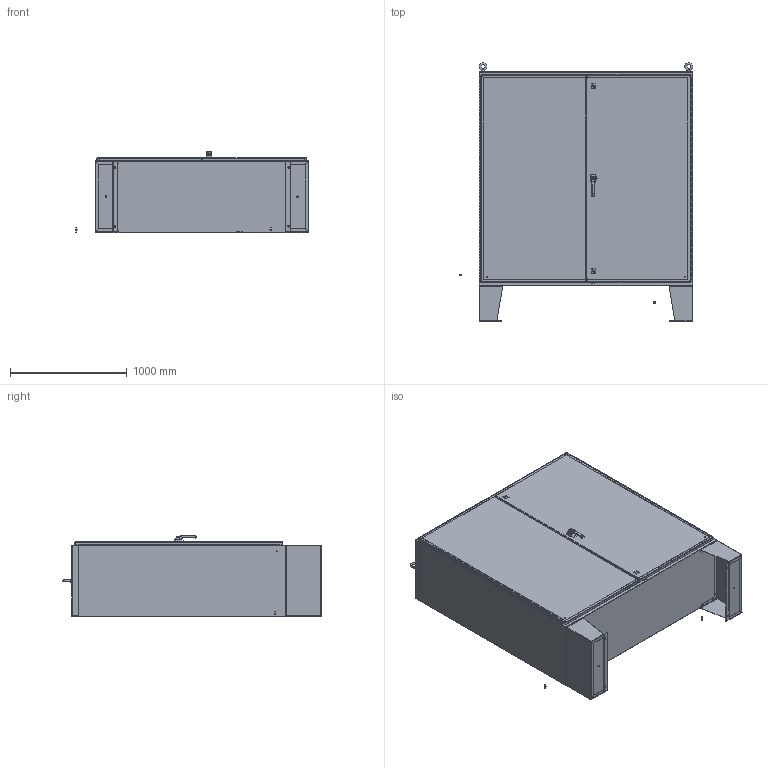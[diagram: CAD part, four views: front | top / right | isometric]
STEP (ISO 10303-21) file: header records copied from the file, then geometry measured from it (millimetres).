
FILE_DESCRIPTION (( 'STEP AP214' ), '1' );
FILE_NAME ('N12727224.STEP', '2019-09-05T12:14:31', ( '' ), ( '' ), 'SwSTEP 2.0', 'SolidWorks 2018', '' );
FILE_SCHEMA (( 'AUTOMOTIVE_DESIGN' ));
Length unit declared in the file: inch
Products named in the file (1): N12727224
Bounding box: 2001.47 x 2215.79 x 694.39 mm (x, y, z)
Volume: 34235028.5 mm3; surface area: 27363233.4 mm2
Topology: 76 solids, 76 shells, 2596 faces, 6839 edges, 4440 vertices
Faces by surface type: plane 1528, cylinder 768, bspline 187, cone 101, torus 12
Full cylindrical faces by diameter (mm): 3.048 x2, 3.9 x1, 4.2 x2, 4.5 x2, 5 x3, 5.08 x4, 5.4 x2, 5.69 x4, 6 x1, 6.128 x2, 6.172 x2, 6.337 x6, 6.35 x12, 6.41 x2, 7.023 x16, 7.112 x3, 7.144 x2, 7.937 x2, 8 x1, 8.2 x1, 8.382 x16, 8.56 x4, 9.525 x2, 10.16 x4, 12.7 x2, 13 x1, 13.2 x1, 14.287 x3, 14.288 x17, 15 x1
Entity records: 123031 total; most frequent: CARTESIAN_POINT 25771, ORIENTED_EDGE 12984, DIRECTION 12452, EDGE_CURVE 6492, VERTEX_POINT 4371, LINE 4290, VECTOR 4290, AXIS2_PLACEMENT_3D 4081
